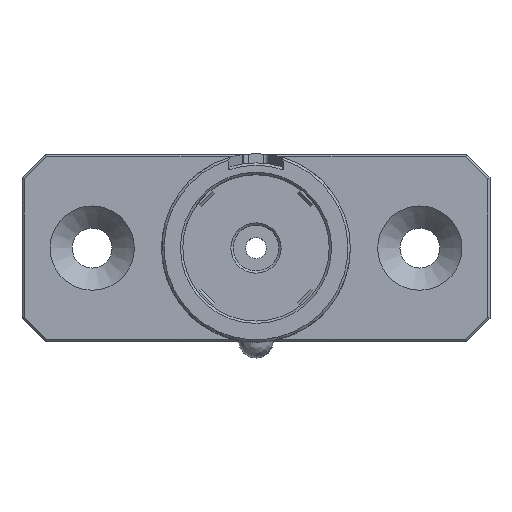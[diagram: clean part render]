
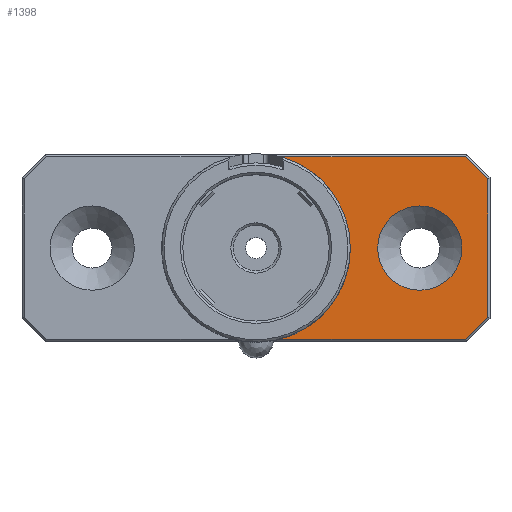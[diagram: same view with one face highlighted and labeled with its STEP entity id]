
A CAD part, top view. The second image highlights one B-rep face of the part: STEP entity #1398.
In plain terms, the highlighted planar face has unit normal (0, 0, 1).
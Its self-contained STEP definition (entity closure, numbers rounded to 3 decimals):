
#67=FACE_BOUND('',#265,.T.);
#103=PLANE('',#1516);
#183=FACE_OUTER_BOUND('',#264,.T.);
#264=EDGE_LOOP('',(#1199,#1200,#1201,#1202,#1203,#1204,#1205));
#265=EDGE_LOOP('',(#1206));
#383=LINE('',#2837,#510);
#384=LINE('',#2839,#511);
#385=LINE('',#2841,#512);
#386=LINE('',#2843,#513);
#387=LINE('',#2844,#514);
#510=VECTOR('',#1804,10.);
#511=VECTOR('',#1805,10.);
#512=VECTOR('',#1806,10.);
#513=VECTOR('',#1807,10.);
#514=VECTOR('',#1808,10.);
#581=CIRCLE('',#1517,20.15);
#582=CIRCLE('',#1518,20.15);
#583=CIRCLE('',#1519,9.);
#704=VERTEX_POINT('',#2831);
#705=VERTEX_POINT('',#2832);
#706=VERTEX_POINT('',#2834);
#707=VERTEX_POINT('',#2836);
#708=VERTEX_POINT('',#2838);
#709=VERTEX_POINT('',#2840);
#710=VERTEX_POINT('',#2842);
#711=VERTEX_POINT('',#2845);
#882=EDGE_CURVE('',#704,#705,#581,.T.);
#883=EDGE_CURVE('',#705,#706,#582,.T.);
#884=EDGE_CURVE('',#707,#706,#383,.T.);
#885=EDGE_CURVE('',#708,#707,#384,.T.);
#886=EDGE_CURVE('',#709,#708,#385,.T.);
#887=EDGE_CURVE('',#710,#709,#386,.T.);
#888=EDGE_CURVE('',#704,#710,#387,.T.);
#889=EDGE_CURVE('',#711,#711,#583,.T.);
#1199=ORIENTED_EDGE('',*,*,#882,.T.);
#1200=ORIENTED_EDGE('',*,*,#883,.T.);
#1201=ORIENTED_EDGE('',*,*,#884,.F.);
#1202=ORIENTED_EDGE('',*,*,#885,.F.);
#1203=ORIENTED_EDGE('',*,*,#886,.F.);
#1204=ORIENTED_EDGE('',*,*,#887,.F.);
#1205=ORIENTED_EDGE('',*,*,#888,.F.);
#1206=ORIENTED_EDGE('',*,*,#889,.F.);
#1398=ADVANCED_FACE('',(#183,#67),#103,.F.);
#1516=AXIS2_PLACEMENT_3D('',#2830,#1798,#1799);
#1517=AXIS2_PLACEMENT_3D('',#2833,#1800,#1801);
#1518=AXIS2_PLACEMENT_3D('',#2835,#1802,#1803);
#1519=AXIS2_PLACEMENT_3D('',#2846,#1809,#1810);
#1798=DIRECTION('center_axis',(0.,0.,-1.));
#1799=DIRECTION('ref_axis',(1.,0.,0.));
#1800=DIRECTION('center_axis',(0.,0.,-1.));
#1801=DIRECTION('ref_axis',(-1.,0.,0.));
#1802=DIRECTION('center_axis',(0.,0.,-1.));
#1803=DIRECTION('ref_axis',(-1.,0.,0.));
#1804=DIRECTION('',(-1.,0.,0.));
#1805=DIRECTION('',(-0.707,-0.707,0.));
#1806=DIRECTION('',(0.,-1.,0.));
#1807=DIRECTION('',(0.707,-0.707,0.));
#1808=DIRECTION('',(1.,0.,0.));
#1809=DIRECTION('center_axis',(0.,0.,1.));
#1810=DIRECTION('ref_axis',(-1.,0.,0.));
#2830=CARTESIAN_POINT('Origin',(-26.227,200.,5.));
#2831=CARTESIAN_POINT('',(5.077,219.5,5.));
#2832=CARTESIAN_POINT('',(20.15,200.,5.));
#2833=CARTESIAN_POINT('Origin',(0.,200.,5.));
#2834=CARTESIAN_POINT('',(5.077,180.5,5.));
#2835=CARTESIAN_POINT('Origin',(0.,200.,5.));
#2836=CARTESIAN_POINT('',(44.793,180.5,5.));
#2837=CARTESIAN_POINT('',(14.341,180.5,5.));
#2838=CARTESIAN_POINT('',(49.5,185.207,5.));
#2839=CARTESIAN_POINT('',(46.203,181.91,5.));
#2840=CARTESIAN_POINT('',(49.5,214.793,5.));
#2841=CARTESIAN_POINT('',(49.5,190.,5.));
#2842=CARTESIAN_POINT('',(44.793,219.5,5.));
#2843=CARTESIAN_POINT('',(46.203,218.09,5.));
#2844=CARTESIAN_POINT('',(38.114,219.5,5.));
#2845=CARTESIAN_POINT('',(44.,200.,5.));
#2846=CARTESIAN_POINT('Origin',(35.,200.,5.));
